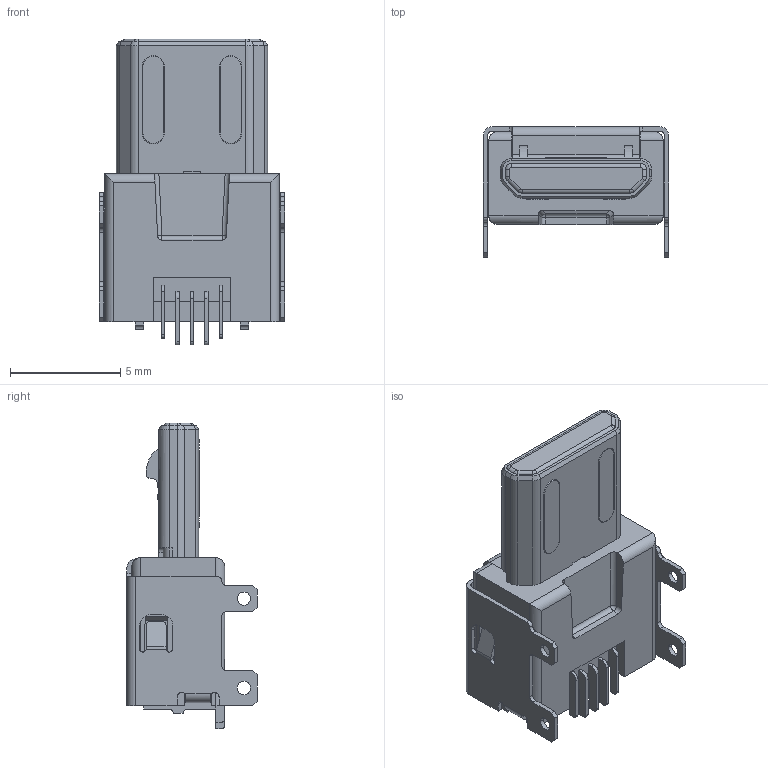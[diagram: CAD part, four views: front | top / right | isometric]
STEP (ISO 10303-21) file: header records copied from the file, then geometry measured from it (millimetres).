
FILE_DESCRIPTION(('Creo Elements/Direct Modeling STEP Export'),'2;1');
FILE_NAME('ZX60-B-5S.stp','2016-07-22T13:05:36',(''),(''),'Creo Elements/Direct Modeling STEP processor for AP214 (Solid Model)','Creo Elements/Direct Modeling 18.1E 22-Nov-2013 (C) Parametric Technology GmbH','');
FILE_SCHEMA(('AUTOMOTIVE_DESIGN { 1 0 10303 214 1 1 1 1 }'));
Length unit declared in the file: millimetre
Products named in the file (1): ZX60-B-5S
Bounding box: 8.4 x 5.9 x 13.85 mm (x, y, z)
Volume: 286.2 mm3; surface area: 589.9 mm2
Topology: 1 solids, 1 shells, 372 faces, 1065 edges, 700 vertices
Faces by surface type: plane 221, cylinder 125, torus 18, cone 6, sphere 2
Entity records: 15309 total; most frequent: CARTESIAN_POINT 2310, ORIENTED_EDGE 2126, DIRECTION 2055, EDGE_CURVE 1063, VECTOR 753, LINE 753, VERTEX_POINT 700, AXIS2_PLACEMENT_3D 651
